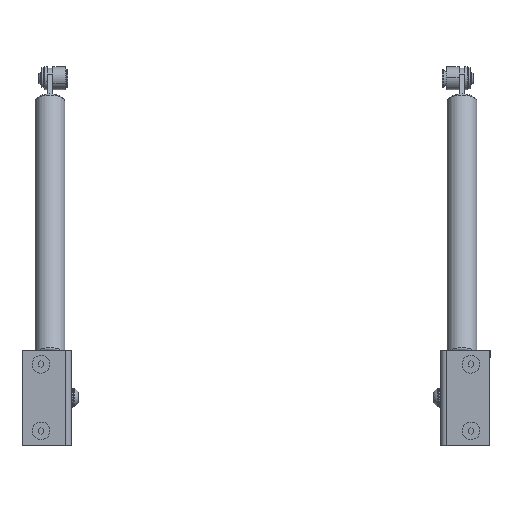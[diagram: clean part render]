
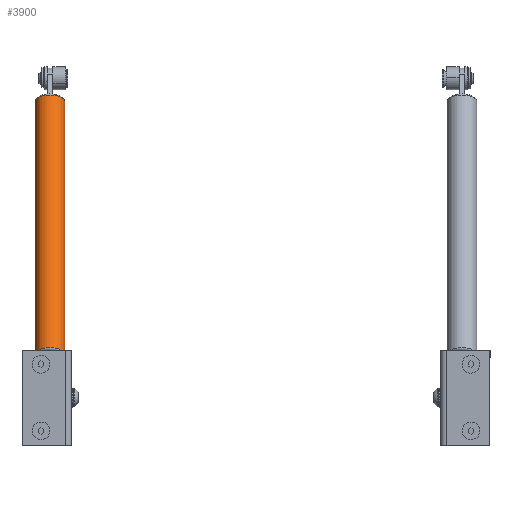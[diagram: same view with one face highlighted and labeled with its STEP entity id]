
A CAD part, front view. The second image highlights one B-rep face of the part: STEP entity #3900.
In plain terms, the highlighted cylindrical face has radius 7.85 mm (diameter 15.7 mm), a partial arc.
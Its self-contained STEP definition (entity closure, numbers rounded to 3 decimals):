
#208 = DIRECTION ( 'NONE',  ( 0., -1., 0. ) ) ;
#673 = AXIS2_PLACEMENT_3D ( 'NONE', #3092, #4196, #5736 ) ;
#722 = EDGE_CURVE ( 'NONE', #6064, #5871, #2277, .T. ) ;
#847 = EDGE_CURVE ( 'NONE', #1186, #6064, #2327, .T. ) ;
#1186 = VERTEX_POINT ( 'NONE', #5757 ) ;
#1403 = ORIENTED_EDGE ( 'NONE', *, *, #722, .T. ) ;
#1538 = VECTOR ( 'NONE', #2874, 1000. ) ;
#1750 = VECTOR ( 'NONE', #208, 1000. ) ;
#1967 = CARTESIAN_POINT ( 'NONE',  ( 0., -65., 7.85 ) ) ;
#2269 = CARTESIAN_POINT ( 'NONE',  ( 0., 1., -7.85 ) ) ;
#2277 = LINE ( 'NONE', #1967, #1750 ) ;
#2327 = CIRCLE ( 'NONE', #6365, 7.85 ) ;
#2433 = VERTEX_POINT ( 'NONE', #2269 ) ;
#2706 = CARTESIAN_POINT ( 'NONE',  ( 0., 150.7, 0. ) ) ;
#2874 = DIRECTION ( 'NONE',  ( 0., -1., 0. ) ) ;
#3092 = CARTESIAN_POINT ( 'NONE',  ( 0., 1., 0. ) ) ;
#3210 = EDGE_CURVE ( 'NONE', #1186, #2433, #4001, .T. ) ;
#3413 = CIRCLE ( 'NONE', #673, 7.85 ) ;
#3606 = AXIS2_PLACEMENT_3D ( 'NONE', #6016, #6531, #5395 ) ;
#3772 = ORIENTED_EDGE ( 'NONE', *, *, #847, .T. ) ;
#3842 = FACE_OUTER_BOUND ( 'NONE', #4954, .T. ) ;
#3900 = ADVANCED_FACE ( 'NONE', ( #3842 ), #4957, .T. ) ;
#3919 = ORIENTED_EDGE ( 'NONE', *, *, #3210, .F. ) ;
#4001 = LINE ( 'NONE', #6826, #1538 ) ;
#4196 = DIRECTION ( 'NONE',  ( 0., -1., 0. ) ) ;
#4263 = DIRECTION ( 'NONE',  ( 0., -1., 0. ) ) ;
#4335 = ORIENTED_EDGE ( 'NONE', *, *, #5811, .F. ) ;
#4451 = CARTESIAN_POINT ( 'NONE',  ( 0., 150.7, 7.85 ) ) ;
#4954 = EDGE_LOOP ( 'NONE', ( #3772, #1403, #4335, #3919 ) ) ;
#4957 = CYLINDRICAL_SURFACE ( 'NONE', #3606, 7.85 ) ;
#5395 = DIRECTION ( 'NONE',  ( 0., 0., -1. ) ) ;
#5736 = DIRECTION ( 'NONE',  ( 0., 0., -1. ) ) ;
#5757 = CARTESIAN_POINT ( 'NONE',  ( 0., 150.7, -7.85 ) ) ;
#5811 = EDGE_CURVE ( 'NONE', #2433, #5871, #3413, .T. ) ;
#5871 = VERTEX_POINT ( 'NONE', #7072 ) ;
#6016 = CARTESIAN_POINT ( 'NONE',  ( 0., -65., 0. ) ) ;
#6064 = VERTEX_POINT ( 'NONE', #4451 ) ;
#6365 = AXIS2_PLACEMENT_3D ( 'NONE', #2706, #4263, #6997 ) ;
#6531 = DIRECTION ( 'NONE',  ( 0., -1., 0. ) ) ;
#6826 = CARTESIAN_POINT ( 'NONE',  ( 0., -65., -7.85 ) ) ;
#6997 = DIRECTION ( 'NONE',  ( 0., 0., -1. ) ) ;
#7072 = CARTESIAN_POINT ( 'NONE',  ( 0., 1., 7.85 ) ) ;
